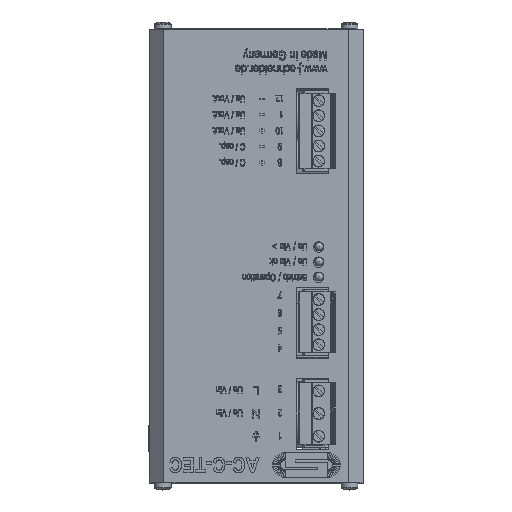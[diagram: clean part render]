
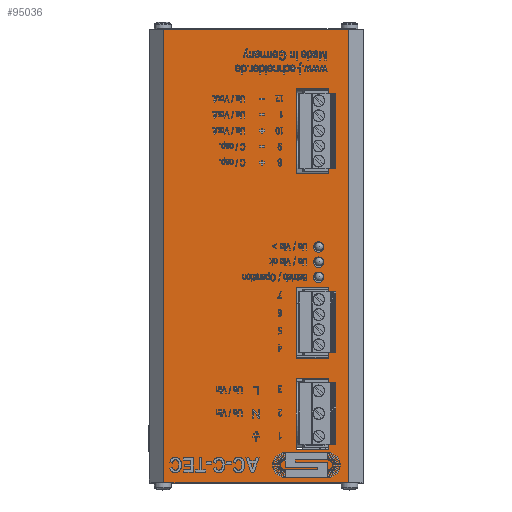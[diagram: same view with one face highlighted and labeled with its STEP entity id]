
A CAD part, top view. The second image highlights one B-rep face of the part: STEP entity #95036.
In plain terms, the highlighted planar face has unit normal (0, 0, 1).
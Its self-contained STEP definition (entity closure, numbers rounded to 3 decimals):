
#6837=FACE_BOUND('',#39490,.T.);
#6838=FACE_BOUND('',#39491,.T.);
#6839=FACE_BOUND('',#39492,.T.);
#6840=FACE_BOUND('',#39493,.T.);
#6841=FACE_BOUND('',#39494,.T.);
#6842=FACE_BOUND('',#39495,.T.);
#9007=PLANE('',#101859);
#15438=LINE('',#139056,#25492);
#15441=LINE('',#139062,#25495);
#15444=LINE('',#139068,#25498);
#15447=LINE('',#139072,#25501);
#15450=LINE('',#139080,#25504);
#15453=LINE('',#139086,#25507);
#15456=LINE('',#139092,#25510);
#15459=LINE('',#139096,#25513);
#15462=LINE('',#139104,#25516);
#15465=LINE('',#139110,#25519);
#15468=LINE('',#139116,#25522);
#15471=LINE('',#139120,#25525);
#15473=LINE('',#139126,#25527);
#15655=LINE('',#139522,#25709);
#15661=LINE('',#139532,#25715);
#15795=LINE('',#139833,#25849);
#25492=VECTOR('',#115237,10.);
#25495=VECTOR('',#115242,10.);
#25498=VECTOR('',#115247,10.);
#25501=VECTOR('',#115252,10.);
#25504=VECTOR('',#115257,10.);
#25507=VECTOR('',#115262,10.);
#25510=VECTOR('',#115267,10.);
#25513=VECTOR('',#115272,10.);
#25516=VECTOR('',#115277,10.);
#25519=VECTOR('',#115282,10.);
#25522=VECTOR('',#115287,10.);
#25525=VECTOR('',#115292,10.);
#25527=VECTOR('',#115296,1.);
#25709=VECTOR('',#115642,1.);
#25715=VECTOR('',#115650,1.);
#25849=VECTOR('',#115946,1.);
#33810=FACE_OUTER_BOUND('',#39489,.T.);
#39489=EDGE_LOOP('',(#78174,#78175,#78176,#78177));
#39490=EDGE_LOOP('',(#78178));
#39491=EDGE_LOOP('',(#78179));
#39492=EDGE_LOOP('',(#78180));
#39493=EDGE_LOOP('',(#78181,#78182,#78183,#78184));
#39494=EDGE_LOOP('',(#78185,#78186,#78187,#78188));
#39495=EDGE_LOOP('',(#78189,#78190,#78191,#78192));
#43273=CIRCLE('',#101676,1.75);
#43275=CIRCLE('',#101679,1.75);
#43277=CIRCLE('',#101682,1.75);
#47501=VERTEX_POINT('',#139034);
#47503=VERTEX_POINT('',#139040);
#47505=VERTEX_POINT('',#139046);
#47508=VERTEX_POINT('',#139053);
#47509=VERTEX_POINT('',#139055);
#47511=VERTEX_POINT('',#139061);
#47513=VERTEX_POINT('',#139067);
#47516=VERTEX_POINT('',#139077);
#47517=VERTEX_POINT('',#139079);
#47519=VERTEX_POINT('',#139085);
#47521=VERTEX_POINT('',#139091);
#47524=VERTEX_POINT('',#139101);
#47525=VERTEX_POINT('',#139103);
#47527=VERTEX_POINT('',#139109);
#47529=VERTEX_POINT('',#139115);
#47530=VERTEX_POINT('',#139122);
#47532=VERTEX_POINT('',#139125);
#47664=VERTEX_POINT('',#139521);
#47667=VERTEX_POINT('',#139530);
#58301=EDGE_CURVE('',#47501,#47501,#43273,.T.);
#58304=EDGE_CURVE('',#47503,#47503,#43275,.T.);
#58307=EDGE_CURVE('',#47505,#47505,#43277,.T.);
#58310=EDGE_CURVE('',#47509,#47508,#15438,.T.);
#58313=EDGE_CURVE('',#47511,#47509,#15441,.T.);
#58316=EDGE_CURVE('',#47513,#47511,#15444,.T.);
#58319=EDGE_CURVE('',#47508,#47513,#15447,.T.);
#58322=EDGE_CURVE('',#47517,#47516,#15450,.T.);
#58325=EDGE_CURVE('',#47519,#47517,#15453,.T.);
#58328=EDGE_CURVE('',#47521,#47519,#15456,.T.);
#58331=EDGE_CURVE('',#47516,#47521,#15459,.T.);
#58334=EDGE_CURVE('',#47525,#47524,#15462,.T.);
#58337=EDGE_CURVE('',#47527,#47525,#15465,.T.);
#58340=EDGE_CURVE('',#47529,#47527,#15468,.T.);
#58343=EDGE_CURVE('',#47524,#47529,#15471,.T.);
#58345=EDGE_CURVE('',#47532,#47530,#15473,.T.);
#58543=EDGE_CURVE('',#47664,#47532,#15655,.T.);
#58549=EDGE_CURVE('',#47664,#47667,#15661,.T.);
#58699=EDGE_CURVE('',#47530,#47667,#15795,.T.);
#78174=ORIENTED_EDGE('',*,*,#58699,.T.);
#78175=ORIENTED_EDGE('',*,*,#58549,.F.);
#78176=ORIENTED_EDGE('',*,*,#58543,.T.);
#78177=ORIENTED_EDGE('',*,*,#58345,.T.);
#78178=ORIENTED_EDGE('',*,*,#58301,.T.);
#78179=ORIENTED_EDGE('',*,*,#58304,.T.);
#78180=ORIENTED_EDGE('',*,*,#58307,.T.);
#78181=ORIENTED_EDGE('',*,*,#58316,.T.);
#78182=ORIENTED_EDGE('',*,*,#58313,.T.);
#78183=ORIENTED_EDGE('',*,*,#58310,.T.);
#78184=ORIENTED_EDGE('',*,*,#58319,.T.);
#78185=ORIENTED_EDGE('',*,*,#58328,.T.);
#78186=ORIENTED_EDGE('',*,*,#58325,.T.);
#78187=ORIENTED_EDGE('',*,*,#58322,.T.);
#78188=ORIENTED_EDGE('',*,*,#58331,.T.);
#78189=ORIENTED_EDGE('',*,*,#58340,.T.);
#78190=ORIENTED_EDGE('',*,*,#58337,.T.);
#78191=ORIENTED_EDGE('',*,*,#58334,.T.);
#78192=ORIENTED_EDGE('',*,*,#58343,.T.);
#95036=ADVANCED_FACE('',(#33810,#6837,#6838,#6839,#6840,#6841,#6842),#9007,
 .T.);
#101676=AXIS2_PLACEMENT_3D('',#139036,#115217,#115218);
#101679=AXIS2_PLACEMENT_3D('',#139042,#115224,#115225);
#101682=AXIS2_PLACEMENT_3D('',#139048,#115231,#115232);
#101859=AXIS2_PLACEMENT_3D('',#139832,#115944,#115945);
#115217=DIRECTION('center_axis',(0.,0.,-1.));
#115218=DIRECTION('ref_axis',(1.,0.,0.));
#115224=DIRECTION('center_axis',(0.,0.,-1.));
#115225=DIRECTION('ref_axis',(1.,0.,0.));
#115231=DIRECTION('center_axis',(0.,0.,-1.));
#115232=DIRECTION('ref_axis',(1.,0.,0.));
#115237=DIRECTION('',(1.,0.,0.));
#115242=DIRECTION('',(0.,1.,0.));
#115247=DIRECTION('',(-1.,0.,0.));
#115252=DIRECTION('',(0.,-1.,0.));
#115257=DIRECTION('',(1.,0.,0.));
#115262=DIRECTION('',(0.,1.,0.));
#115267=DIRECTION('',(-1.,0.,0.));
#115272=DIRECTION('',(0.,-1.,0.));
#115277=DIRECTION('',(0.,-1.,0.));
#115282=DIRECTION('',(1.,0.,0.));
#115287=DIRECTION('',(0.,1.,0.));
#115292=DIRECTION('',(-1.,0.,0.));
#115296=DIRECTION('',(0.,1.,0.));
#115642=DIRECTION('',(1.,0.,0.));
#115650=DIRECTION('',(0.,1.,0.));
#115944=DIRECTION('center_axis',(0.,0.,1.));
#115945=DIRECTION('ref_axis',(-1.,0.,0.));
#115946=DIRECTION('',(-1.,0.,0.));
#139034=CARTESIAN_POINT('',(150.862,172.799,129.2));
#139036=CARTESIAN_POINT('Origin',(152.612,172.799,129.2));
#139040=CARTESIAN_POINT('',(150.862,167.719,129.2));
#139042=CARTESIAN_POINT('Origin',(152.612,167.719,129.2));
#139046=CARTESIAN_POINT('',(150.862,177.879,129.2));
#139048=CARTESIAN_POINT('Origin',(152.612,177.879,129.2));
#139053=CARTESIAN_POINT('',(156.112,231.319,129.2));
#139055=CARTESIAN_POINT('',(145.112,231.319,129.2));
#139056=CARTESIAN_POINT('',(121.862,231.319,129.2));
#139061=CARTESIAN_POINT('',(145.112,202.519,129.2));
#139062=CARTESIAN_POINT('',(145.112,226.769,129.2));
#139067=CARTESIAN_POINT('',(156.112,202.519,129.2));
#139068=CARTESIAN_POINT('',(127.362,202.519,129.2));
#139072=CARTESIAN_POINT('',(156.112,241.169,129.2));
#139077=CARTESIAN_POINT('',(156.112,164.419,129.2));
#139079=CARTESIAN_POINT('',(145.112,164.419,129.2));
#139080=CARTESIAN_POINT('',(121.862,164.419,129.2));
#139085=CARTESIAN_POINT('',(145.112,140.419,129.2));
#139086=CARTESIAN_POINT('',(145.112,195.719,129.2));
#139091=CARTESIAN_POINT('',(156.112,140.419,129.2));
#139092=CARTESIAN_POINT('',(127.362,140.419,129.2));
#139096=CARTESIAN_POINT('',(156.112,207.719,129.2));
#139101=CARTESIAN_POINT('',(156.112,109.819,129.2));
#139103=CARTESIAN_POINT('',(156.112,133.619,129.2));
#139104=CARTESIAN_POINT('',(156.112,192.319,129.2));
#139109=CARTESIAN_POINT('',(145.112,133.619,129.2));
#139110=CARTESIAN_POINT('',(121.862,133.619,129.2));
#139115=CARTESIAN_POINT('',(145.112,109.819,129.2));
#139116=CARTESIAN_POINT('',(145.112,180.419,129.2));
#139120=CARTESIAN_POINT('',(127.362,109.819,129.2));
#139122=CARTESIAN_POINT('',(162.612,251.019,129.2));
#139125=CARTESIAN_POINT('',(162.612,98.519,129.2));
#139126=CARTESIAN_POINT('',(162.612,98.519,129.2));
#139521=CARTESIAN_POINT('',(100.612,98.519,129.2));
#139522=CARTESIAN_POINT('',(157.973,98.519,129.2));
#139530=CARTESIAN_POINT('',(100.612,251.019,129.2));
#139532=CARTESIAN_POINT('',(100.612,98.519,129.2));
#139832=CARTESIAN_POINT('Origin',(98.612,251.019,129.2));
#139833=CARTESIAN_POINT('',(164.612,251.019,129.2));
